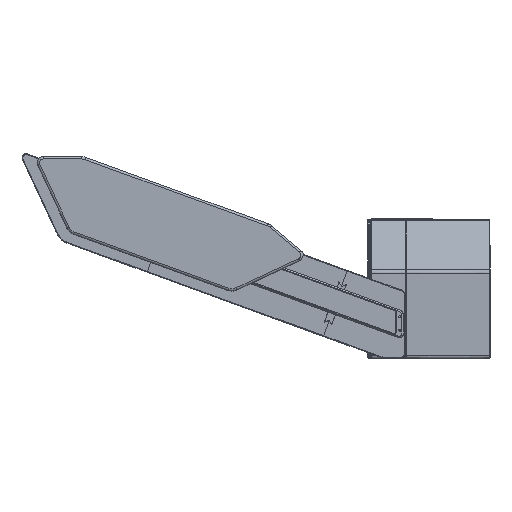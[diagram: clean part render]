
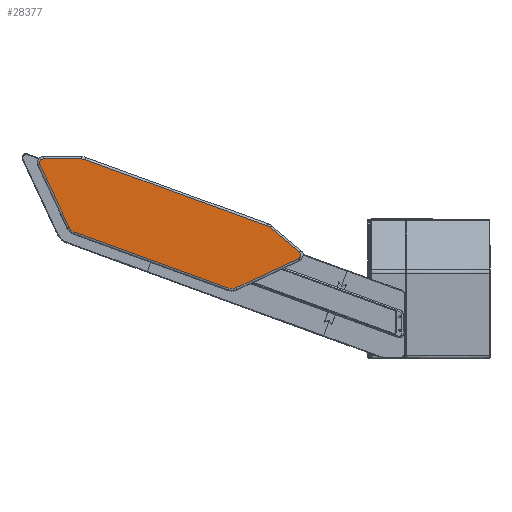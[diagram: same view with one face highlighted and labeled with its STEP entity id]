
A CAD part, left-side view. The second image highlights one B-rep face of the part: STEP entity #28377.
In plain terms, the highlighted face is planar.
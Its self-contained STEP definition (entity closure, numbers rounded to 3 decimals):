
#2439=PLANE('',#30615);
#3930=FACE_OUTER_BOUND('',#5810,.T.);
#5810=EDGE_LOOP('',(#25197,#25198,#25199,#25200,#25201,#25202,#25203,#25204,
#25205,#25206,#25207,#25208));
#8172=LINE('',#57290,#10705);
#8174=LINE('',#57302,#10707);
#8176=LINE('',#57314,#10709);
#8178=LINE('',#57326,#10711);
#8180=LINE('',#57338,#10713);
#8182=LINE('',#57347,#10715);
#10705=VECTOR('',#36402,10.);
#10707=VECTOR('',#36416,10.);
#10709=VECTOR('',#36430,10.);
#10711=VECTOR('',#36444,10.);
#10713=VECTOR('',#36458,10.);
#10715=VECTOR('',#36470,10.);
#11840=CIRCLE('',#30572,12.);
#11846=CIRCLE('',#30580,5.);
#11850=CIRCLE('',#30586,12.);
#11854=CIRCLE('',#30592,12.);
#11858=CIRCLE('',#30598,5.);
#11862=CIRCLE('',#30604,12.);
#14028=VERTEX_POINT('',#57277);
#14030=VERTEX_POINT('',#57280);
#14033=VERTEX_POINT('',#57287);
#14035=VERTEX_POINT('',#57293);
#14037=VERTEX_POINT('',#57299);
#14039=VERTEX_POINT('',#57305);
#14041=VERTEX_POINT('',#57311);
#14043=VERTEX_POINT('',#57317);
#14045=VERTEX_POINT('',#57323);
#14047=VERTEX_POINT('',#57329);
#14049=VERTEX_POINT('',#57335);
#14051=VERTEX_POINT('',#57341);
#17786=EDGE_CURVE('',#14030,#14028,#11840,.T.);
#17791=EDGE_CURVE('',#14033,#14030,#8172,.T.);
#17794=EDGE_CURVE('',#14035,#14033,#11846,.T.);
#17797=EDGE_CURVE('',#14037,#14035,#8174,.T.);
#17800=EDGE_CURVE('',#14039,#14037,#11850,.T.);
#17803=EDGE_CURVE('',#14041,#14039,#8176,.T.);
#17806=EDGE_CURVE('',#14043,#14041,#11854,.T.);
#17809=EDGE_CURVE('',#14045,#14043,#8178,.T.);
#17812=EDGE_CURVE('',#14047,#14045,#11858,.T.);
#17815=EDGE_CURVE('',#14049,#14047,#8180,.T.);
#17818=EDGE_CURVE('',#14051,#14049,#11862,.T.);
#17820=EDGE_CURVE('',#14028,#14051,#8182,.T.);
#25197=ORIENTED_EDGE('',*,*,#17786,.T.);
#25198=ORIENTED_EDGE('',*,*,#17820,.T.);
#25199=ORIENTED_EDGE('',*,*,#17818,.T.);
#25200=ORIENTED_EDGE('',*,*,#17815,.T.);
#25201=ORIENTED_EDGE('',*,*,#17812,.T.);
#25202=ORIENTED_EDGE('',*,*,#17809,.T.);
#25203=ORIENTED_EDGE('',*,*,#17806,.T.);
#25204=ORIENTED_EDGE('',*,*,#17803,.T.);
#25205=ORIENTED_EDGE('',*,*,#17800,.T.);
#25206=ORIENTED_EDGE('',*,*,#17797,.T.);
#25207=ORIENTED_EDGE('',*,*,#17794,.T.);
#25208=ORIENTED_EDGE('',*,*,#17791,.T.);
#28377=ADVANCED_FACE('',(#3930),#2439,.F.);
#30572=AXIS2_PLACEMENT_3D('',#57281,#36391,#36392);
#30580=AXIS2_PLACEMENT_3D('',#57296,#36409,#36410);
#30586=AXIS2_PLACEMENT_3D('',#57308,#36423,#36424);
#30592=AXIS2_PLACEMENT_3D('',#57320,#36437,#36438);
#30598=AXIS2_PLACEMENT_3D('',#57332,#36451,#36452);
#30604=AXIS2_PLACEMENT_3D('',#57344,#36465,#36466);
#30615=AXIS2_PLACEMENT_3D('',#57374,#36499,#36500);
#36391=DIRECTION('center_axis',(1.,0.,0.));
#36392=DIRECTION('ref_axis',(0.,-0.5,-0.866));
#36402=DIRECTION('',(0.,0.766,-0.643));
#36409=DIRECTION('center_axis',(1.,0.,0.));
#36410=DIRECTION('ref_axis',(0.,-0.991,0.131));
#36416=DIRECTION('',(0.,-0.906,-0.423));
#36423=DIRECTION('center_axis',(1.,0.,0.));
#36424=DIRECTION('ref_axis',(0.,-0.044,0.999));
#36430=DIRECTION('',(0.,-0.94,0.342));
#36437=DIRECTION('center_axis',(1.,0.,0.));
#36438=DIRECTION('ref_axis',(0.,0.676,0.737));
#36444=DIRECTION('',(0.,-0.423,0.906));
#36451=DIRECTION('center_axis',(1.,0.,0.));
#36452=DIRECTION('ref_axis',(0.,0.843,-0.537));
#36458=DIRECTION('',(0.,1.,0.));
#36465=DIRECTION('center_axis',(1.,0.,0.));
#36466=DIRECTION('ref_axis',(0.,-0.174,-0.985));
#36470=DIRECTION('',(0.,0.94,-0.342));
#36499=DIRECTION('center_axis',(-1.,0.,0.));
#36500=DIRECTION('ref_axis',(0.,0.,1.));
#57277=CARTESIAN_POINT('',(414.,131.762,-169.363));
#57280=CARTESIAN_POINT('',(414.,128.153,-167.28));
#57281=CARTESIAN_POINT('Origin',(414.,135.867,-158.087));
#57287=CARTESIAN_POINT('',(414.,90.689,-135.843));
#57290=CARTESIAN_POINT('',(414.,166.896,-199.789));
#57293=CARTESIAN_POINT('',(414.,91.79,-127.481));
#57296=CARTESIAN_POINT('Origin',(414.,93.903,-132.013));
#57299=CARTESIAN_POINT('',(414.,172.041,-90.06));
#57302=CARTESIAN_POINT('',(414.,150.778,-99.975));
#57305=CARTESIAN_POINT('',(414.,181.217,-89.659));
#57308=CARTESIAN_POINT('Origin',(414.,177.112,-100.935));
#57311=CARTESIAN_POINT('',(414.,378.835,-161.586));
#57314=CARTESIAN_POINT('',(414.,227.561,-106.527));
#57317=CARTESIAN_POINT('',(414.,385.606,-167.791));
#57320=CARTESIAN_POINT('Origin',(414.,374.73,-172.862));
#57323=CARTESIAN_POINT('',(414.,423.027,-248.04));
#57326=CARTESIAN_POINT('',(414.,374.864,-144.755));
#57329=CARTESIAN_POINT('',(414.,418.495,-255.153));
#57332=CARTESIAN_POINT('Origin',(414.,418.495,-250.153));
#57335=CARTESIAN_POINT('',(414.,369.582,-255.153));
#57338=CARTESIAN_POINT('',(414.,337.347,-255.153));
#57341=CARTESIAN_POINT('',(414.,365.478,-254.429));
#57344=CARTESIAN_POINT('Origin',(414.,369.582,-243.153));
#57347=CARTESIAN_POINT('',(414.,303.991,-232.05));
#57374=CARTESIAN_POINT('Origin',(414.,256.199,-172.044));
